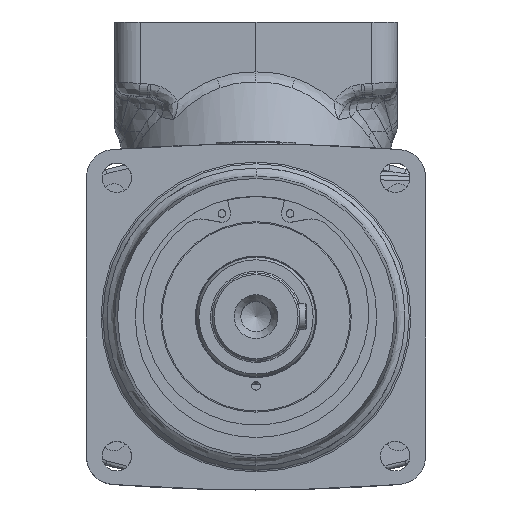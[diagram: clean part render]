
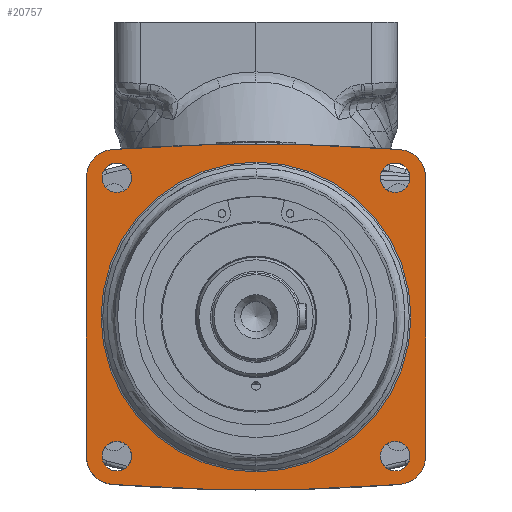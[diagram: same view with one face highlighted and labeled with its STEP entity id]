
A CAD part, top view. The second image highlights one B-rep face of the part: STEP entity #20757.
In plain terms, the highlighted planar face has unit normal (0, 0, 1).
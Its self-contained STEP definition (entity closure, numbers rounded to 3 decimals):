
#89=FACE_BOUND('',#4350,.T.);
#90=FACE_BOUND('',#4351,.T.);
#91=FACE_BOUND('',#4352,.T.);
#92=FACE_BOUND('',#4353,.T.);
#93=FACE_BOUND('',#4354,.T.);
#501=PLANE('',#22549);
#786=CIRCLE('',#21908,6.75);
#787=CIRCLE('',#21911,6.75);
#848=CIRCLE('',#22008,13.);
#849=CIRCLE('',#22011,6.75);
#850=CIRCLE('',#22014,6.75);
#946=CIRCLE('',#22168,13.);
#1007=CIRCLE('',#22258,13.);
#1061=CIRCLE('',#22354,13.);
#1062=CIRCLE('',#22356,870.);
#1178=CIRCLE('',#22548,70.8);
#1179=CIRCLE('',#22550,870.);
#2978=FACE_OUTER_BOUND('',#4349,.T.);
#4349=EDGE_LOOP('',(#15464,#15465,#15466,#15467,#15468,#15469,#15470,#15471));
#4350=EDGE_LOOP('',(#15472));
#4351=EDGE_LOOP('',(#15473));
#4352=EDGE_LOOP('',(#15474));
#4353=EDGE_LOOP('',(#15475));
#4354=EDGE_LOOP('',(#15476));
#5594=LINE('',#43254,#6471);
#5599=LINE('',#43269,#6476);
#6471=VECTOR('',#25684,127.139);
#6476=VECTOR('',#25703,127.139);
#8169=VERTEX_POINT('',#32327);
#8171=VERTEX_POINT('',#32333);
#8263=VERTEX_POINT('',#33861);
#8264=VERTEX_POINT('',#33862);
#8267=VERTEX_POINT('',#33870);
#8269=VERTEX_POINT('',#33876);
#8405=VERTEX_POINT('',#36860);
#8406=VERTEX_POINT('',#36861);
#8482=VERTEX_POINT('',#39947);
#8483=VERTEX_POINT('',#39948);
#8549=VERTEX_POINT('',#41792);
#8550=VERTEX_POINT('',#41793);
#8671=VERTEX_POINT('',#44923);
#10265=EDGE_CURVE('',#8169,#8169,#786,.T.);
#10268=EDGE_CURVE('',#8171,#8171,#787,.T.);
#10407=EDGE_CURVE('',#8263,#8264,#848,.T.);
#10411=EDGE_CURVE('',#8267,#8267,#849,.T.);
#10414=EDGE_CURVE('',#8269,#8269,#850,.T.);
#10632=EDGE_CURVE('',#8405,#8406,#946,.T.);
#10776=EDGE_CURVE('',#8482,#8483,#1007,.T.);
#10903=EDGE_CURVE('',#8549,#8550,#1061,.T.);
#10906=EDGE_CURVE('',#8549,#8406,#1062,.T.);
#10993=EDGE_CURVE('',#8405,#8264,#5594,.T.);
#11001=EDGE_CURVE('',#8482,#8550,#5599,.T.);
#11126=EDGE_CURVE('',#8671,#8671,#1178,.T.);
#11127=EDGE_CURVE('',#8263,#8483,#1179,.T.);
#15464=ORIENTED_EDGE('',*,*,#11001,.F.);
#15465=ORIENTED_EDGE('',*,*,#10776,.T.);
#15466=ORIENTED_EDGE('',*,*,#11127,.F.);
#15467=ORIENTED_EDGE('',*,*,#10407,.T.);
#15468=ORIENTED_EDGE('',*,*,#10993,.F.);
#15469=ORIENTED_EDGE('',*,*,#10632,.T.);
#15470=ORIENTED_EDGE('',*,*,#10906,.F.);
#15471=ORIENTED_EDGE('',*,*,#10903,.T.);
#15472=ORIENTED_EDGE('',*,*,#11126,.F.);
#15473=ORIENTED_EDGE('',*,*,#10268,.T.);
#15474=ORIENTED_EDGE('',*,*,#10265,.T.);
#15475=ORIENTED_EDGE('',*,*,#10414,.T.);
#15476=ORIENTED_EDGE('',*,*,#10411,.T.);
#20757=ADVANCED_FACE('',(#2978,#89,#90,#91,#92,#93),#501,.T.);
#21908=AXIS2_PLACEMENT_3D('',#32328,#24460,#24461);
#21911=AXIS2_PLACEMENT_3D('',#32334,#24467,#24468);
#22008=AXIS2_PLACEMENT_3D('',#33863,#24707,#24708);
#22011=AXIS2_PLACEMENT_3D('',#33871,#24715,#24716);
#22014=AXIS2_PLACEMENT_3D('',#33877,#24722,#24723);
#22168=AXIS2_PLACEMENT_3D('',#36862,#25088,#25089);
#22258=AXIS2_PLACEMENT_3D('',#39949,#25296,#25297);
#22354=AXIS2_PLACEMENT_3D('',#41794,#25529,#25530);
#22356=AXIS2_PLACEMENT_3D('',#41798,#25535,#25536);
#22548=AXIS2_PLACEMENT_3D('',#44925,#25975,#25976);
#22549=AXIS2_PLACEMENT_3D('',#44926,#25977,#25978);
#22550=AXIS2_PLACEMENT_3D('',#44927,#25979,#25980);
#24460=DIRECTION('center_axis',(0.,0.,-1.));
#24461=DIRECTION('ref_axis',(0.,1.,0.));
#24467=DIRECTION('center_axis',(0.,0.,-1.));
#24468=DIRECTION('ref_axis',(0.,1.,0.));
#24707=DIRECTION('center_axis',(0.,0.,1.));
#24708=DIRECTION('ref_axis',(-0.075,0.997,0.));
#24715=DIRECTION('center_axis',(0.,0.,-1.));
#24716=DIRECTION('ref_axis',(0.,1.,0.));
#24722=DIRECTION('center_axis',(0.,0.,-1.));
#24723=DIRECTION('ref_axis',(0.,1.,0.));
#25088=DIRECTION('center_axis',(0.,0.,1.));
#25089=DIRECTION('ref_axis',(-1.,0.,0.));
#25296=DIRECTION('center_axis',(0.,0.,1.));
#25297=DIRECTION('ref_axis',(1.,0.,0.));
#25529=DIRECTION('center_axis',(0.,0.,1.));
#25530=DIRECTION('ref_axis',(0.075,-0.997,0.));
#25535=DIRECTION('center_axis',(0.,0.,-1.));
#25536=DIRECTION('ref_axis',(0.075,-0.997,0.));
#25684=DIRECTION('',(0.,1.,0.));
#25703=DIRECTION('',(0.,-1.,0.));
#25975=DIRECTION('center_axis',(0.,0.,1.));
#25976=DIRECTION('ref_axis',(0.,1.,0.));
#25977=DIRECTION('center_axis',(0.,0.,1.));
#25978=DIRECTION('ref_axis',(0.,1.,0.));
#25979=DIRECTION('center_axis',(0.,0.,-1.));
#25980=DIRECTION('ref_axis',(-0.075,0.997,0.));
#32327=CARTESIAN_POINT('',(63.6,-70.35,19.995));
#32328=CARTESIAN_POINT('Origin',(63.6,-63.6,19.995));
#32333=CARTESIAN_POINT('',(63.6,56.85,19.995));
#32334=CARTESIAN_POINT('Origin',(63.6,63.6,19.995));
#33861=CARTESIAN_POINT('',(-65.478,76.532,19.995));
#33862=CARTESIAN_POINT('',(-77.5,63.569,19.995));
#33863=CARTESIAN_POINT('Origin',(-64.5,63.569,19.995));
#33870=CARTESIAN_POINT('',(-63.6,-70.35,19.995));
#33871=CARTESIAN_POINT('Origin',(-63.6,-63.6,19.995));
#33876=CARTESIAN_POINT('',(-63.6,56.85,19.995));
#33877=CARTESIAN_POINT('Origin',(-63.6,63.6,19.995));
#36860=CARTESIAN_POINT('',(-77.5,-63.569,19.995));
#36861=CARTESIAN_POINT('',(-65.478,-76.532,19.995));
#36862=CARTESIAN_POINT('Origin',(-64.5,-63.569,19.995));
#39947=CARTESIAN_POINT('',(77.5,63.569,19.995));
#39948=CARTESIAN_POINT('',(65.478,76.532,19.995));
#39949=CARTESIAN_POINT('Origin',(64.5,63.569,19.995));
#41792=CARTESIAN_POINT('',(65.478,-76.532,19.995));
#41793=CARTESIAN_POINT('',(77.5,-63.569,19.995));
#41794=CARTESIAN_POINT('Origin',(64.5,-63.569,19.995));
#41798=CARTESIAN_POINT('Origin',(0.,791.,19.995));
#43254=CARTESIAN_POINT('',(-77.5,-63.569,19.995));
#43269=CARTESIAN_POINT('',(77.5,63.569,19.995));
#44923=CARTESIAN_POINT('',(0.,-70.8,19.995));
#44925=CARTESIAN_POINT('Origin',(0.,0.,19.995));
#44926=CARTESIAN_POINT('Origin',(0.,0.,19.995));
#44927=CARTESIAN_POINT('Origin',(0.,-791.,19.995));
